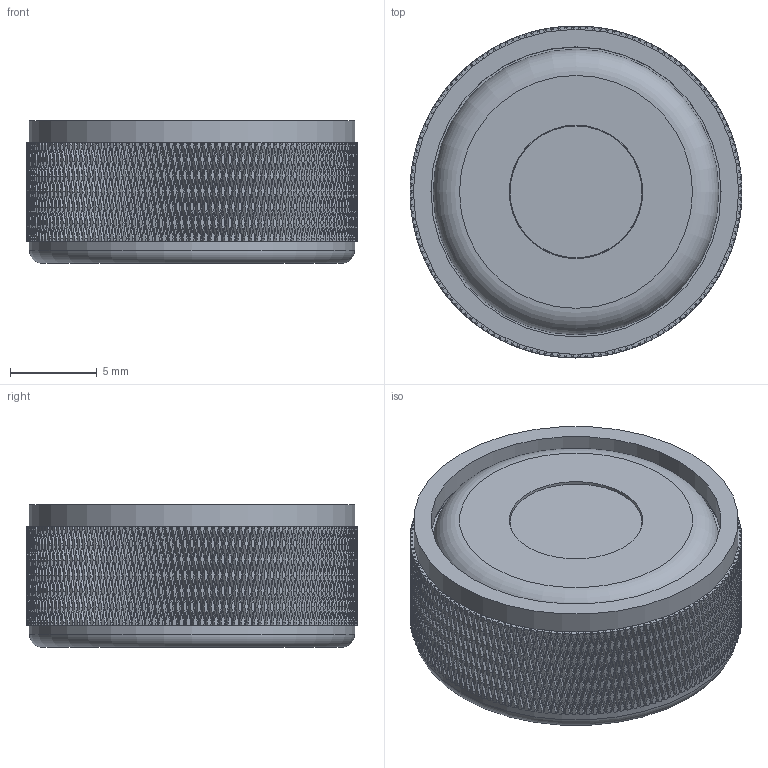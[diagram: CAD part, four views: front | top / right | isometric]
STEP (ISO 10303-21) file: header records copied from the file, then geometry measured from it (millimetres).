
FILE_DESCRIPTION(/* description */ (''),/* implementation_level */ '2;1');
FILE_NAME(/* name */ 'MH110-1A.stp',/* time_stamp */ '2023-02-16T11:07:48-05:00',/* author */ ('cthayer'),/* organization */ (''),/* preprocessor_version */ 'ST-DEVELOPER v19',/* originating_system */ 'Autodesk Inventor 2023',/* authorisation */ '');
FILE_SCHEMA (('AUTOMOTIVE_DESIGN { 1 0 10303 214 3 1 1 }'));
Products named in the file (3): MH110-1A; MHP10228; MHP10229
Assembly tree (2 placements, depth 2):
  MH110-1A
    MHP10228
    MHP10229
Bounding box: 19.18 x 19.18 x 8.26 mm (x, y, z)
Volume: 2068.4 mm3; surface area: 2736.4 mm2
Topology: 2 solids, 2 shells, 3786 faces, 11304 edges, 7535 vertices
Faces by surface type: plane 2717, cylinder 1065, torus 3, cone 1
Full cylindrical faces by diameter (mm): 5.359 x1, 7.62 x1, 7.722 x1, 16.002 x1, 16.51 x2, 16.764 x4, 17.272 x3, 18.796 x2
Entity records: 132987 total; most frequent: DIRECTION 23426, CARTESIAN_POINT 22631, ORIENTED_EDGE 22608, EDGE_CURVE 11304, AXIS2_PLACEMENT_3D 8330, VERTEX_POINT 7535, LINE 6766, VECTOR 6766
